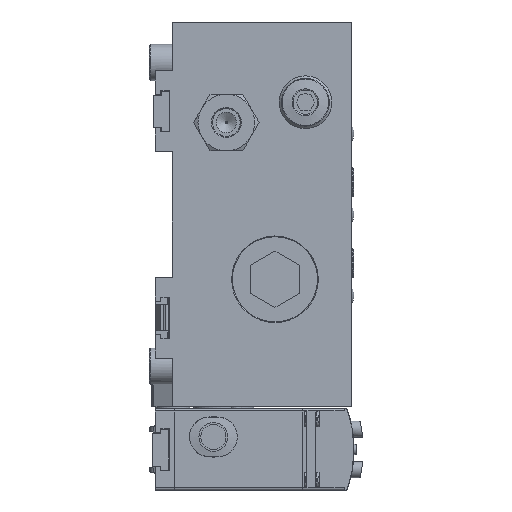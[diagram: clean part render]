
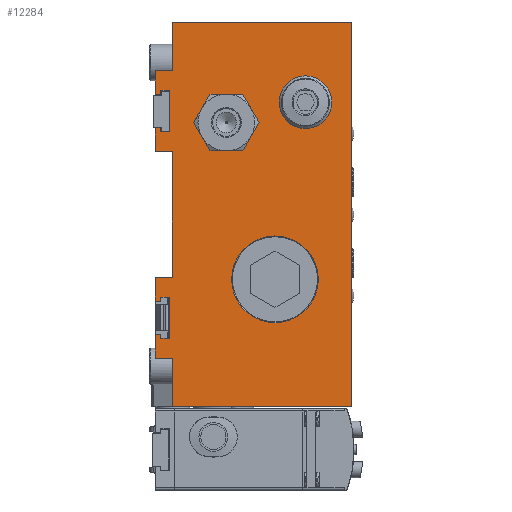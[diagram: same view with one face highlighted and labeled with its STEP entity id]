
A CAD part, front view. The second image highlights one B-rep face of the part: STEP entity #12284.
In plain terms, the highlighted planar face has unit normal (0, -1, 0).
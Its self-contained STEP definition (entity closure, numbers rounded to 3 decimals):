
#283=CIRCLE('',#12949,4.864);
#284=CIRCLE('',#12950,4.864);
#285=CIRCLE('',#12951,10.693);
#1048=ORIENTED_EDGE('',*,*,#3448,.F.);
#1049=ORIENTED_EDGE('',*,*,#3449,.T.);
#1050=ORIENTED_EDGE('',*,*,#3450,.T.);
#1051=ORIENTED_EDGE('',*,*,#3451,.T.);
#1052=ORIENTED_EDGE('',*,*,#3409,.F.);
#1053=ORIENTED_EDGE('',*,*,#3350,.T.);
#1054=ORIENTED_EDGE('',*,*,#3432,.T.);
#1055=ORIENTED_EDGE('',*,*,#3452,.F.);
#1056=ORIENTED_EDGE('',*,*,#3453,.T.);
#1057=ORIENTED_EDGE('',*,*,#3454,.T.);
#1058=ORIENTED_EDGE('',*,*,#3455,.T.);
#1059=ORIENTED_EDGE('',*,*,#3371,.T.);
#1060=ORIENTED_EDGE('',*,*,#3456,.F.);
#1061=ORIENTED_EDGE('',*,*,#3457,.T.);
#1062=ORIENTED_EDGE('',*,*,#3458,.T.);
#1063=ORIENTED_EDGE('',*,*,#3459,.T.);
#1064=ORIENTED_EDGE('',*,*,#3460,.T.);
#1065=ORIENTED_EDGE('',*,*,#3461,.T.);
#1066=ORIENTED_EDGE('',*,*,#3462,.T.);
#1067=ORIENTED_EDGE('',*,*,#3463,.T.);
#1068=ORIENTED_EDGE('',*,*,#3416,.F.);
#1069=ORIENTED_EDGE('',*,*,#3464,.T.);
#1070=ORIENTED_EDGE('',*,*,#3465,.T.);
#1071=ORIENTED_EDGE('',*,*,#3466,.T.);
#1072=ORIENTED_EDGE('',*,*,#3467,.F.);
#1073=ORIENTED_EDGE('',*,*,#3468,.T.);
#1074=ORIENTED_EDGE('',*,*,#3469,.T.);
#1075=ORIENTED_EDGE('',*,*,#3470,.T.);
#1076=ORIENTED_EDGE('',*,*,#3471,.T.);
#1077=ORIENTED_EDGE('',*,*,#3472,.T.);
#1078=ORIENTED_EDGE('',*,*,#3473,.F.);
#3350=EDGE_CURVE('',#4545,#4548,#5412,.T.);
#3371=EDGE_CURVE('',#4567,#4569,#5432,.T.);
#3409=EDGE_CURVE('',#4545,#4594,#5469,.T.);
#3416=EDGE_CURVE('',#4599,#4600,#5476,.T.);
#3432=EDGE_CURVE('',#4548,#4612,#5491,.T.);
#3448=EDGE_CURVE('',#4625,#4625,#283,.T.);
#3449=EDGE_CURVE('',#4626,#4626,#284,.T.);
#3450=EDGE_CURVE('',#4627,#4628,#5498,.T.);
#3451=EDGE_CURVE('',#4628,#4594,#5499,.T.);
#3452=EDGE_CURVE('',#4629,#4612,#5500,.T.);
#3453=EDGE_CURVE('',#4629,#4630,#5501,.T.);
#3454=EDGE_CURVE('',#4630,#4631,#5502,.T.);
#3455=EDGE_CURVE('',#4631,#4567,#5503,.T.);
#3456=EDGE_CURVE('',#4632,#4569,#5504,.T.);
#3457=EDGE_CURVE('',#4632,#4633,#5505,.T.);
#3458=EDGE_CURVE('',#4633,#4634,#5506,.T.);
#3459=EDGE_CURVE('',#4634,#4635,#5507,.T.);
#3460=EDGE_CURVE('',#4635,#4636,#5508,.T.);
#3461=EDGE_CURVE('',#4636,#4637,#5509,.T.);
#3462=EDGE_CURVE('',#4637,#4638,#5510,.T.);
#3463=EDGE_CURVE('',#4638,#4600,#5511,.T.);
#3464=EDGE_CURVE('',#4599,#4639,#5512,.T.);
#3465=EDGE_CURVE('',#4639,#4640,#5513,.T.);
#3466=EDGE_CURVE('',#4640,#4641,#5514,.T.);
#3467=EDGE_CURVE('',#4642,#4641,#5515,.T.);
#3468=EDGE_CURVE('',#4642,#4643,#5516,.T.);
#3469=EDGE_CURVE('',#4643,#4644,#5517,.T.);
#3470=EDGE_CURVE('',#4644,#4645,#5518,.T.);
#3471=EDGE_CURVE('',#4645,#4646,#5519,.T.);
#3472=EDGE_CURVE('',#4646,#4627,#5520,.T.);
#3473=EDGE_CURVE('',#4647,#4647,#285,.F.);
#4545=VERTEX_POINT('',#16831);
#4548=VERTEX_POINT('',#16836);
#4567=VERTEX_POINT('',#16877);
#4569=VERTEX_POINT('',#16881);
#4594=VERTEX_POINT('',#16958);
#4599=VERTEX_POINT('',#16972);
#4600=VERTEX_POINT('',#16973);
#4612=VERTEX_POINT('',#17003);
#4625=VERTEX_POINT('',#17035);
#4626=VERTEX_POINT('',#17037);
#4627=VERTEX_POINT('',#17039);
#4628=VERTEX_POINT('',#17040);
#4629=VERTEX_POINT('',#17043);
#4630=VERTEX_POINT('',#17045);
#4631=VERTEX_POINT('',#17047);
#4632=VERTEX_POINT('',#17050);
#4633=VERTEX_POINT('',#17052);
#4634=VERTEX_POINT('',#17054);
#4635=VERTEX_POINT('',#17056);
#4636=VERTEX_POINT('',#17058);
#4637=VERTEX_POINT('',#17060);
#4638=VERTEX_POINT('',#17062);
#4639=VERTEX_POINT('',#17065);
#4640=VERTEX_POINT('',#17067);
#4641=VERTEX_POINT('',#17069);
#4642=VERTEX_POINT('',#17071);
#4643=VERTEX_POINT('',#17073);
#4644=VERTEX_POINT('',#17075);
#4645=VERTEX_POINT('',#17077);
#4646=VERTEX_POINT('',#17079);
#4647=VERTEX_POINT('',#17082);
#5412=LINE('',#16837,#6165);
#5432=LINE('',#16882,#6185);
#5469=LINE('',#16957,#6222);
#5476=LINE('',#16971,#6229);
#5491=LINE('',#17004,#6244);
#5498=LINE('',#17038,#6251);
#5499=LINE('',#17041,#6252);
#5500=LINE('',#17042,#6253);
#5501=LINE('',#17044,#6254);
#5502=LINE('',#17046,#6255);
#5503=LINE('',#17048,#6256);
#5504=LINE('',#17049,#6257);
#5505=LINE('',#17051,#6258);
#5506=LINE('',#17053,#6259);
#5507=LINE('',#17055,#6260);
#5508=LINE('',#17057,#6261);
#5509=LINE('',#17059,#6262);
#5510=LINE('',#17061,#6263);
#5511=LINE('',#17063,#6264);
#5512=LINE('',#17064,#6265);
#5513=LINE('',#17066,#6266);
#5514=LINE('',#17068,#6267);
#5515=LINE('',#17070,#6268);
#5516=LINE('',#17072,#6269);
#5517=LINE('',#17074,#6270);
#5518=LINE('',#17076,#6271);
#5519=LINE('',#17078,#6272);
#5520=LINE('',#17080,#6273);
#6165=VECTOR('',#14063,1000.);
#6185=VECTOR('',#14091,1000.);
#6222=VECTOR('',#14156,1000.);
#6229=VECTOR('',#14167,1000.);
#6244=VECTOR('',#14190,1000.);
#6251=VECTOR('',#14223,1000.);
#6252=VECTOR('',#14224,1000.);
#6253=VECTOR('',#14225,1000.);
#6254=VECTOR('',#14226,1000.);
#6255=VECTOR('',#14227,1000.);
#6256=VECTOR('',#14228,1000.);
#6257=VECTOR('',#14229,1000.);
#6258=VECTOR('',#14230,1000.);
#6259=VECTOR('',#14231,1000.);
#6260=VECTOR('',#14232,1000.);
#6261=VECTOR('',#14233,1000.);
#6262=VECTOR('',#14234,1000.);
#6263=VECTOR('',#14235,1000.);
#6264=VECTOR('',#14236,1000.);
#6265=VECTOR('',#14237,1000.);
#6266=VECTOR('',#14238,1000.);
#6267=VECTOR('',#14239,1000.);
#6268=VECTOR('',#14240,1000.);
#6269=VECTOR('',#14241,1000.);
#6270=VECTOR('',#14242,1000.);
#6271=VECTOR('',#14243,1000.);
#6272=VECTOR('',#14244,1000.);
#6273=VECTOR('',#14245,1000.);
#6886=EDGE_LOOP('',(#1048));
#6887=EDGE_LOOP('',(#1049));
#6888=EDGE_LOOP('',(#1050,#1051,#1052,#1053,#1054,#1055,#1056,#1057,#1058,
#1059,#1060,#1061,#1062,#1063,#1064,#1065,#1066,#1067,#1068,#1069,#1070,
#1071,#1072,#1073,#1074,#1075,#1076,#1077));
#6889=EDGE_LOOP('',(#1078));
#7717=FACE_BOUND('',#6886,.T.);
#7718=FACE_BOUND('',#6887,.T.);
#7719=FACE_BOUND('',#6888,.T.);
#7720=FACE_BOUND('',#6889,.T.);
#8524=PLANE('',#12948);
#12284=ADVANCED_FACE('',(#7717,#7718,#7719,#7720),#8524,.F.);
#12948=AXIS2_PLACEMENT_3D('',#17033,#14217,#14218);
#12949=AXIS2_PLACEMENT_3D('',#17034,#14219,#14220);
#12950=AXIS2_PLACEMENT_3D('',#17036,#14221,#14222);
#12951=AXIS2_PLACEMENT_3D('',#17081,#14246,#14247);
#14063=DIRECTION('',(0.,0.,1.));
#14091=DIRECTION('',(0.,0.,-1.));
#14156=DIRECTION('',(-1.,0.,0.));
#14167=DIRECTION('',(-1.,0.,0.));
#14190=DIRECTION('',(1.,0.,0.));
#14217=DIRECTION('',(0.,1.,0.));
#14218=DIRECTION('',(0.,0.,1.));
#14219=DIRECTION('',(0.,-1.,0.));
#14220=DIRECTION('',(0.,0.,-1.));
#14221=DIRECTION('',(0.,1.,0.));
#14222=DIRECTION('',(0.,0.,1.));
#14223=DIRECTION('',(-1.,0.,0.));
#14224=DIRECTION('',(0.,0.,-1.));
#14225=DIRECTION('',(0.,0.,-1.));
#14226=DIRECTION('',(-1.,0.,0.));
#14227=DIRECTION('',(0.,0.,-1.));
#14228=DIRECTION('',(1.,0.,0.));
#14229=DIRECTION('',(-1.,0.,0.));
#14230=DIRECTION('',(0.,0.,1.));
#14231=DIRECTION('',(-1.,0.,0.));
#14232=DIRECTION('',(0.,0.,1.));
#14233=DIRECTION('',(1.,0.,0.));
#14234=DIRECTION('',(0.,0.,-1.));
#14235=DIRECTION('',(-1.,0.,0.));
#14236=DIRECTION('',(0.,0.,-1.));
#14237=DIRECTION('',(0.,0.,1.));
#14238=DIRECTION('',(1.,0.,0.));
#14239=DIRECTION('',(0.,0.,-1.));
#14240=DIRECTION('',(-1.,0.,0.));
#14241=DIRECTION('',(0.,0.,1.));
#14242=DIRECTION('',(-1.,0.,0.));
#14243=DIRECTION('',(0.,0.,1.));
#14244=DIRECTION('',(1.,0.,0.));
#14245=DIRECTION('',(0.,0.,-1.));
#14246=DIRECTION('',(0.,1.,0.));
#14247=DIRECTION('',(0.,0.,1.));
#16831=CARTESIAN_POINT('',(35.5,-39.25,-47.2));
#16836=CARTESIAN_POINT('',(35.5,-39.25,-43.));
#16837=CARTESIAN_POINT('',(35.5,-39.25,-51.));
#16877=CARTESIAN_POINT('',(-35.5,-39.25,-43.));
#16881=CARTESIAN_POINT('',(-35.5,-39.25,-47.2));
#16882=CARTESIAN_POINT('',(-35.5,-39.25,-43.));
#16957=CARTESIAN_POINT('',(47.5,-39.25,-47.2));
#16958=CARTESIAN_POINT('',(29.6,-39.25,-47.2));
#16971=CARTESIAN_POINT('',(47.5,-39.25,-47.2));
#16972=CARTESIAN_POINT('',(-15.5,-39.25,-47.2));
#16973=CARTESIAN_POINT('',(-21.4,-39.25,-47.2));
#17003=CARTESIAN_POINT('',(47.5,-39.25,-43.));
#17004=CARTESIAN_POINT('',(35.5,-39.25,-43.));
#17033=CARTESIAN_POINT('',(47.5,-39.25,1.3));
#17034=CARTESIAN_POINT('',(-22.7,-39.25,-29.7));
#17035=CARTESIAN_POINT('',(-22.7,-39.25,-34.564));
#17036=CARTESIAN_POINT('',(-27.7,-39.25,-10.2));
#17037=CARTESIAN_POINT('',(-27.7,-39.25,-5.336));
#17038=CARTESIAN_POINT('',(30.6,-39.25,-45.9));
#17039=CARTESIAN_POINT('',(30.6,-39.25,-45.9));
#17040=CARTESIAN_POINT('',(29.6,-39.25,-45.9));
#17041=CARTESIAN_POINT('',(29.6,-39.25,-45.9));
#17042=CARTESIAN_POINT('',(47.5,-39.25,1.3));
#17043=CARTESIAN_POINT('',(47.5,-39.25,1.3));
#17044=CARTESIAN_POINT('',(47.5,-39.25,1.3));
#17045=CARTESIAN_POINT('',(-47.5,-39.25,1.3));
#17046=CARTESIAN_POINT('',(-47.5,-39.25,1.3));
#17047=CARTESIAN_POINT('',(-47.5,-39.25,-43.));
#17048=CARTESIAN_POINT('',(-47.5,-39.25,-43.));
#17049=CARTESIAN_POINT('',(47.5,-39.25,-47.2));
#17050=CARTESIAN_POINT('',(-29.6,-39.25,-47.2));
#17051=CARTESIAN_POINT('',(-29.6,-39.25,-47.2));
#17052=CARTESIAN_POINT('',(-29.6,-39.25,-45.9));
#17053=CARTESIAN_POINT('',(-29.6,-39.25,-45.9));
#17054=CARTESIAN_POINT('',(-30.6,-39.25,-45.9));
#17055=CARTESIAN_POINT('',(-30.6,-39.25,-45.9));
#17056=CARTESIAN_POINT('',(-30.6,-39.25,-43.7));
#17057=CARTESIAN_POINT('',(-30.6,-39.25,-43.7));
#17058=CARTESIAN_POINT('',(-20.4,-39.25,-43.7));
#17059=CARTESIAN_POINT('',(-20.4,-39.25,-43.7));
#17060=CARTESIAN_POINT('',(-20.4,-39.25,-45.9));
#17061=CARTESIAN_POINT('',(-20.4,-39.25,-45.9));
#17062=CARTESIAN_POINT('',(-21.4,-39.25,-45.9));
#17063=CARTESIAN_POINT('',(-21.4,-39.25,-45.9));
#17064=CARTESIAN_POINT('',(-15.5,-39.25,-51.));
#17065=CARTESIAN_POINT('',(-15.5,-39.25,-43.));
#17066=CARTESIAN_POINT('',(-15.5,-39.25,-43.));
#17067=CARTESIAN_POINT('',(15.5,-39.25,-43.));
#17068=CARTESIAN_POINT('',(15.5,-39.25,-43.));
#17069=CARTESIAN_POINT('',(15.5,-39.25,-47.2));
#17070=CARTESIAN_POINT('',(47.5,-39.25,-47.2));
#17071=CARTESIAN_POINT('',(21.4,-39.25,-47.2));
#17072=CARTESIAN_POINT('',(21.4,-39.25,-47.2));
#17073=CARTESIAN_POINT('',(21.4,-39.25,-45.9));
#17074=CARTESIAN_POINT('',(21.4,-39.25,-45.9));
#17075=CARTESIAN_POINT('',(20.4,-39.25,-45.9));
#17076=CARTESIAN_POINT('',(20.4,-39.25,-45.9));
#17077=CARTESIAN_POINT('',(20.4,-39.25,-43.7));
#17078=CARTESIAN_POINT('',(20.4,-39.25,-43.7));
#17079=CARTESIAN_POINT('',(30.6,-39.25,-43.7));
#17080=CARTESIAN_POINT('',(30.6,-39.25,-43.7));
#17081=CARTESIAN_POINT('',(16.,-39.25,-17.7));
#17082=CARTESIAN_POINT('',(16.,-39.25,-7.007));
